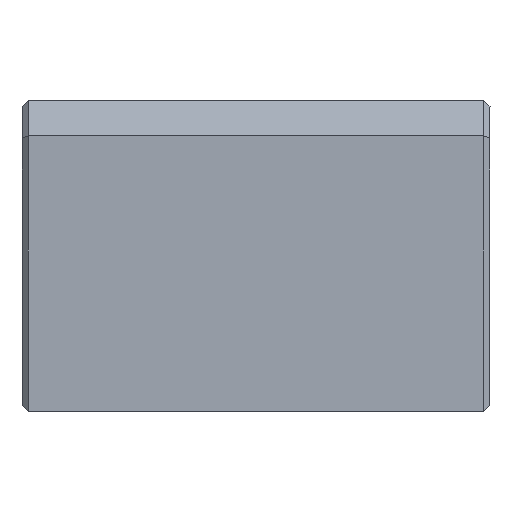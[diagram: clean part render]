
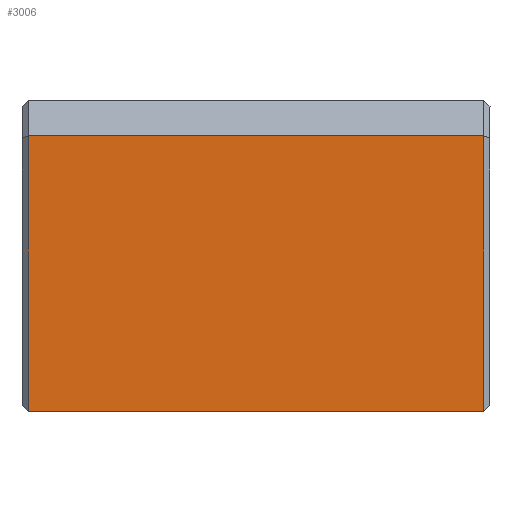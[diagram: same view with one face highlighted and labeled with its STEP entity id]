
A CAD part, left-side view. The second image highlights one B-rep face of the part: STEP entity #3006.
In plain terms, the highlighted planar face has unit normal (-1, 0, 0).
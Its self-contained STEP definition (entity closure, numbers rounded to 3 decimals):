
#353=FACE_OUTER_BOUND('',#543,.T.);
#543=EDGE_LOOP('',(#2587,#2588,#2589,#2590));
#837=LINE('',#5180,#1143);
#856=LINE('',#5247,#1162);
#859=LINE('',#5251,#1165);
#860=LINE('',#5252,#1166);
#1143=VECTOR('',#3646,21.59);
#1162=VECTOR('',#3709,21.59);
#1165=VECTOR('',#3714,13.075);
#1166=VECTOR('',#3715,13.075);
#1425=VERTEX_POINT('',#5177);
#1426=VERTEX_POINT('',#5179);
#1451=VERTEX_POINT('',#5245);
#1452=VERTEX_POINT('',#5246);
#1806=EDGE_CURVE('',#1426,#1425,#837,.T.);
#1839=EDGE_CURVE('',#1451,#1452,#856,.T.);
#1842=EDGE_CURVE('',#1425,#1452,#859,.T.);
#1843=EDGE_CURVE('',#1451,#1426,#860,.T.);
#2587=ORIENTED_EDGE('',*,*,#1806,.T.);
#2588=ORIENTED_EDGE('',*,*,#1842,.T.);
#2589=ORIENTED_EDGE('',*,*,#1839,.F.);
#2590=ORIENTED_EDGE('',*,*,#1843,.T.);
#2862=PLANE('',#3169);
#3006=ADVANCED_FACE('',(#353),#2862,.F.);
#3169=AXIS2_PLACEMENT_3D('',#5250,#3712,#3713);
#3646=DIRECTION('',(0.,-1.,0.));
#3709=DIRECTION('',(0.,-1.,0.));
#3712=DIRECTION('center_axis',(1.,0.,0.));
#3713=DIRECTION('ref_axis',(0.,0.,-1.));
#3714=DIRECTION('',(0.,0.,1.));
#3715=DIRECTION('',(0.,0.,-1.));
#5177=CARTESIAN_POINT('',(-15.4,79.4,-30.494));
#5179=CARTESIAN_POINT('',(-15.4,100.989,-30.494));
#5180=CARTESIAN_POINT('',(-15.4,100.989,-30.494));
#5245=CARTESIAN_POINT('',(-15.4,100.989,-17.419));
#5246=CARTESIAN_POINT('',(-15.4,79.4,-17.419));
#5247=CARTESIAN_POINT('',(-15.4,100.989,-17.419));
#5250=CARTESIAN_POINT('Origin',(-15.4,134.817,-28.994));
#5251=CARTESIAN_POINT('',(-15.4,79.4,-30.494));
#5252=CARTESIAN_POINT('',(-15.4,100.989,-17.419));
